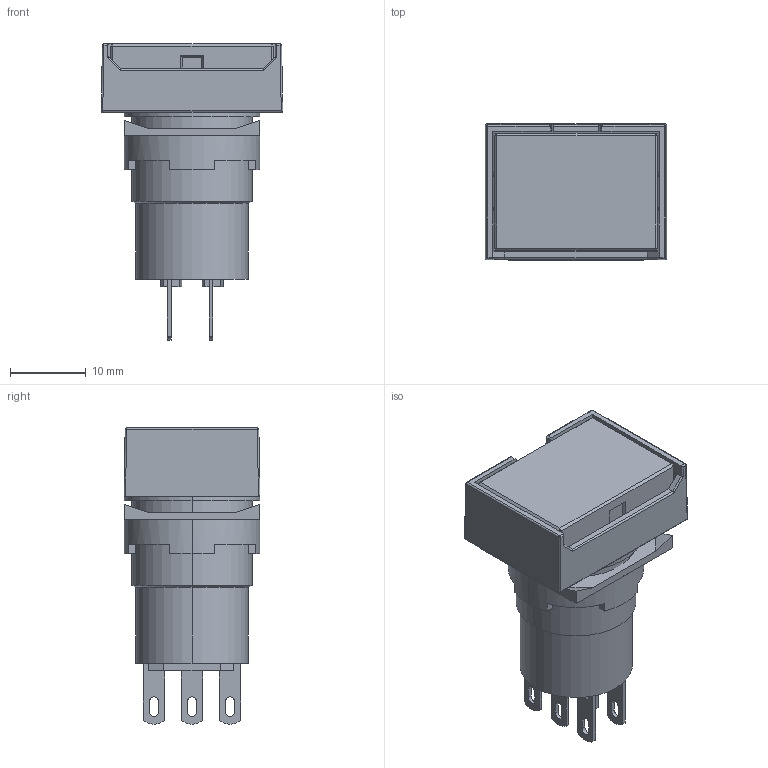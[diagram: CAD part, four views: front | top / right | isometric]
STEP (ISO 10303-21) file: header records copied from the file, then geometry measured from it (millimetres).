
FILE_DESCRIPTION (( 'STEP AP214' ), '1' );
FILE_NAME ('21_AB6G-[M][A]x(P)$.STEP', '2021-03-26T06:14:13', ( 'IDEC' ), ( 'IDEC' ), 'SwSTEP 2.0', 'SolidWorks 2019', '' );
FILE_SCHEMA (( 'AUTOMOTIVE_DESIGN' ));
Length unit declared in the file: millimetre
Products named in the file (4): A6-Nonill-Body; 21_AB6G-[M][A]x(P)$; A6-Operator-Rectanglar-Barrier; 16-NUT-SET
Assembly tree (3 placements, depth 2):
  21_AB6G-[M][A]x(P)$
    A6-Nonill-Body
    A6-Operator-Rectanglar-Barrier
    16-NUT-SET
Bounding box: 23.9 x 17.9 x 39 mm (x, y, z)
Volume: 7959.7 mm3; surface area: 5339.5 mm2
Topology: 3 solids, 3 shells, 253 faces, 700 edges, 453 vertices
Faces by surface type: plane 186, cylinder 59, cone 4, bspline 4
Entity records: 8232 total; most frequent: CARTESIAN_POINT 1595, ORIENTED_EDGE 1400, DIRECTION 1289, EDGE_CURVE 700, LINE 547, VECTOR 547, VERTEX_POINT 453, AXIS2_PLACEMENT_3D 371
